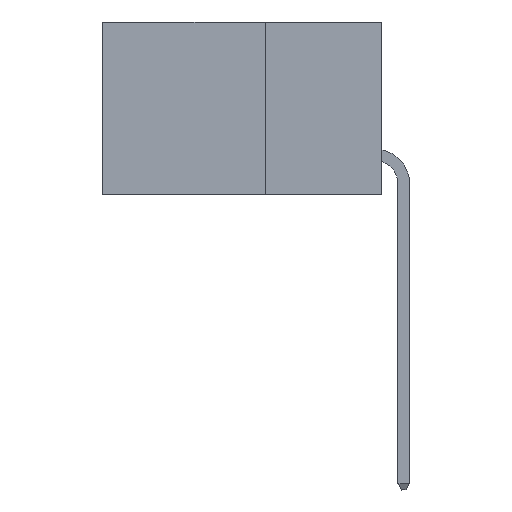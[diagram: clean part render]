
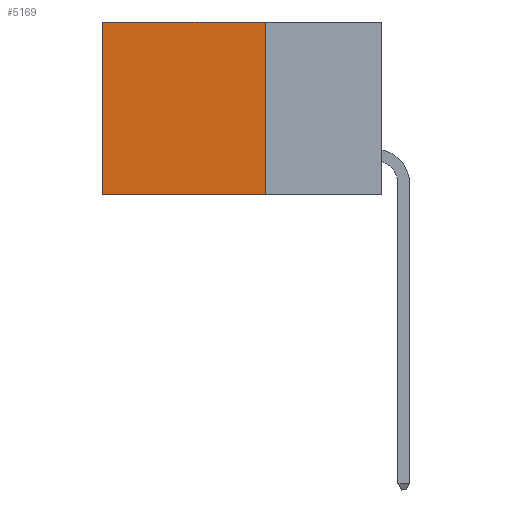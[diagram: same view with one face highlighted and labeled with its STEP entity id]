
A CAD part, left-side view. The second image highlights one B-rep face of the part: STEP entity #5169.
In plain terms, the highlighted planar face has unit normal (-1, 0, 0).
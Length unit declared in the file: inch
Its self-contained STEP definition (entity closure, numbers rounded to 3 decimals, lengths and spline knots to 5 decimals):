
#475 = ORIENTED_EDGE ( 'NONE', *, *, #3812, .F. ) ;
#1931 = VECTOR ( 'NONE', #8089, 39.37008 ) ;
#3157 = VECTOR ( 'NONE', #8675, 39.37008 ) ;
#3789 = DIRECTION ( 'NONE',  ( 1., 0., 0. ) ) ;
#3812 = EDGE_CURVE ( 'NONE', #11950, #11523, #20697, .T. ) ;
#3879 = CARTESIAN_POINT ( 'NONE',  ( 0.2875, 0.25, 0. ) ) ;
#4731 = ORIENTED_EDGE ( 'NONE', *, *, #17471, .F. ) ;
#5169 = ADVANCED_FACE ( 'NONE', ( #20652 ), #23814, .F. ) ;
#5554 = CARTESIAN_POINT ( 'NONE',  ( 0.2875, 0.25, -0.37 ) ) ;
#8089 = DIRECTION ( 'NONE',  ( 0., 1., 0. ) ) ;
#8675 = DIRECTION ( 'NONE',  ( 0., 0., -1. ) ) ;
#9032 = LINE ( 'NONE', #20149, #3157 ) ;
#10209 = CARTESIAN_POINT ( 'NONE',  ( 0.2875, 0.25, 0. ) ) ;
#10443 = DIRECTION ( 'NONE',  ( 0., 0., -1. ) ) ;
#10650 = EDGE_CURVE ( 'NONE', #11950, #12990, #27757, .T. ) ;
#11523 = VERTEX_POINT ( 'NONE', #20737 ) ;
#11643 = LINE ( 'NONE', #5554, #1931 ) ;
#11950 = VERTEX_POINT ( 'NONE', #20089 ) ;
#12990 = VERTEX_POINT ( 'NONE', #19806 ) ;
#13321 = EDGE_CURVE ( 'NONE', #12990, #25672, #9032, .T. ) ;
#17471 = EDGE_CURVE ( 'NONE', #11523, #25672, #11643, .T. ) ;
#18738 = EDGE_LOOP ( 'NONE', ( #24304, #4731, #475, #27246 ) ) ;
#19806 = CARTESIAN_POINT ( 'NONE',  ( 0.2875, 0.6, 0. ) ) ;
#20089 = CARTESIAN_POINT ( 'NONE',  ( 0.2875, 0.25, 0. ) ) ;
#20149 = CARTESIAN_POINT ( 'NONE',  ( 0.2875, 0.6, 0. ) ) ;
#20197 = AXIS2_PLACEMENT_3D ( 'NONE', #21284, #3789, #10443 ) ;
#20652 = FACE_OUTER_BOUND ( 'NONE', #18738, .T. ) ;
#20697 = LINE ( 'NONE', #3879, #25881 ) ;
#20737 = CARTESIAN_POINT ( 'NONE',  ( 0.2875, 0.25, -0.37 ) ) ;
#21284 = CARTESIAN_POINT ( 'NONE',  ( 0.2875, 0.25, 0. ) ) ;
#23814 = PLANE ( 'NONE',  #20197 ) ;
#24304 = ORIENTED_EDGE ( 'NONE', *, *, #13321, .T. ) ;
#25672 = VERTEX_POINT ( 'NONE', #27767 ) ;
#25805 = DIRECTION ( 'NONE',  ( 0., 1., 0. ) ) ;
#25881 = VECTOR ( 'NONE', #28021, 39.37008 ) ;
#27092 = VECTOR ( 'NONE', #25805, 39.37008 ) ;
#27246 = ORIENTED_EDGE ( 'NONE', *, *, #10650, .T. ) ;
#27757 = LINE ( 'NONE', #10209, #27092 ) ;
#27767 = CARTESIAN_POINT ( 'NONE',  ( 0.2875, 0.6, -0.37 ) ) ;
#28021 = DIRECTION ( 'NONE',  ( 0., 0., -1. ) ) ;
